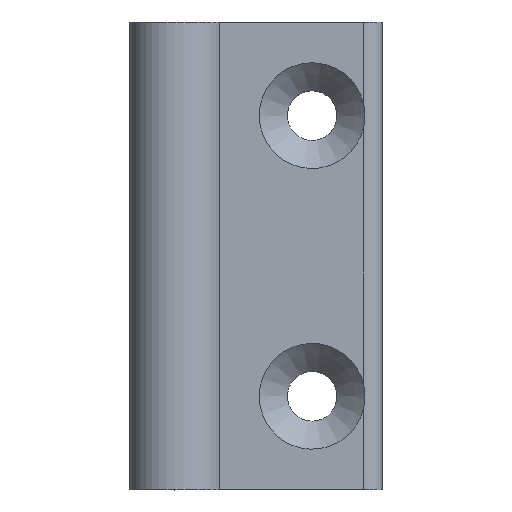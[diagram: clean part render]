
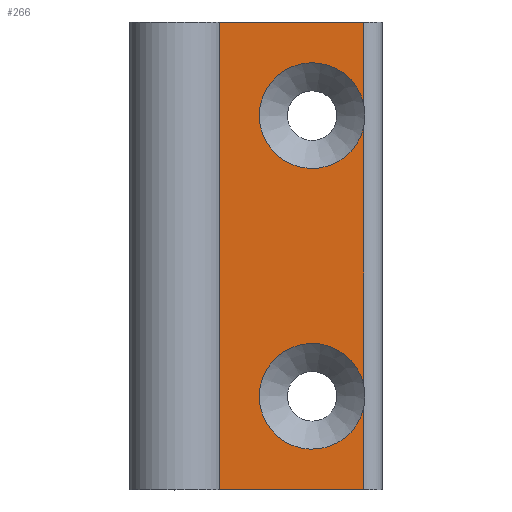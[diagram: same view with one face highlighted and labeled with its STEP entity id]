
A CAD part, top view. The second image highlights one B-rep face of the part: STEP entity #266.
In plain terms, the highlighted planar face has unit normal (0, 0, 1).
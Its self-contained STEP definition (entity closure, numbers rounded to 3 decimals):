
#22=PLANE('',#305);
#29=FACE_OUTER_BOUND('',#44,.T.);
#44=EDGE_LOOP('',(#197,#198,#199,#200,#201,#202,#203,#204,#205,#206));
#62=CIRCLE('',#306,5.65);
#63=CIRCLE('',#307,5.65);
#64=CIRCLE('',#308,5.65);
#65=CIRCLE('',#309,5.65);
#74=LINE('',#422,#93);
#76=LINE('',#430,#95);
#77=LINE('',#439,#96);
#82=LINE('',#457,#101);
#83=LINE('',#465,#102);
#84=LINE('',#466,#103);
#93=VECTOR('',#331,1000.);
#95=VECTOR('',#337,1000.);
#96=VECTOR('',#338,1000.);
#101=VECTOR('',#353,1000.);
#102=VECTOR('',#364,1000.);
#103=VECTOR('',#365,1000.);
#114=VERTEX_POINT('',#412);
#115=VERTEX_POINT('',#413);
#116=VERTEX_POINT('',#421);
#119=VERTEX_POINT('',#427);
#120=VERTEX_POINT('',#429);
#121=VERTEX_POINT('',#431);
#128=VERTEX_POINT('',#454);
#129=VERTEX_POINT('',#456);
#130=VERTEX_POINT('',#460);
#131=VERTEX_POINT('',#462);
#141=EDGE_CURVE('',#115,#116,#74,.T.);
#145=EDGE_CURVE('',#119,#120,#76,.T.);
#147=EDGE_CURVE('',#121,#114,#77,.T.);
#155=EDGE_CURVE('',#129,#128,#82,.T.);
#157=EDGE_CURVE('',#114,#130,#62,.F.);
#158=EDGE_CURVE('',#121,#131,#63,.T.);
#159=EDGE_CURVE('',#131,#120,#64,.T.);
#160=EDGE_CURVE('',#129,#119,#83,.T.);
#161=EDGE_CURVE('',#128,#116,#84,.T.);
#162=EDGE_CURVE('',#130,#115,#65,.F.);
#197=ORIENTED_EDGE('',*,*,#157,.F.);
#198=ORIENTED_EDGE('',*,*,#147,.F.);
#199=ORIENTED_EDGE('',*,*,#158,.T.);
#200=ORIENTED_EDGE('',*,*,#159,.T.);
#201=ORIENTED_EDGE('',*,*,#145,.F.);
#202=ORIENTED_EDGE('',*,*,#160,.F.);
#203=ORIENTED_EDGE('',*,*,#155,.T.);
#204=ORIENTED_EDGE('',*,*,#161,.T.);
#205=ORIENTED_EDGE('',*,*,#141,.F.);
#206=ORIENTED_EDGE('',*,*,#162,.F.);
#266=ADVANCED_FACE('',(#29),#22,.F.);
#305=AXIS2_PLACEMENT_3D('',#459,#356,#357);
#306=AXIS2_PLACEMENT_3D('',#461,#358,#359);
#307=AXIS2_PLACEMENT_3D('',#463,#360,#361);
#308=AXIS2_PLACEMENT_3D('',#464,#362,#363);
#309=AXIS2_PLACEMENT_3D('',#467,#366,#367);
#331=DIRECTION('',(0.,-1.,0.));
#337=DIRECTION('',(0.,-1.,0.));
#338=DIRECTION('',(0.,-1.,0.));
#353=DIRECTION('',(0.,-1.,0.));
#356=DIRECTION('center_axis',(0.,0.,-1.));
#357=DIRECTION('ref_axis',(-1.,0.,0.));
#358=DIRECTION('center_axis',(0.,0.,-1.));
#359=DIRECTION('ref_axis',(-1.,0.,0.));
#360=DIRECTION('center_axis',(0.,0.,-1.));
#361=DIRECTION('ref_axis',(-1.,0.,0.));
#362=DIRECTION('center_axis',(0.,0.,-1.));
#363=DIRECTION('ref_axis',(-1.,0.,0.));
#364=DIRECTION('',(1.,0.,0.));
#365=DIRECTION('',(1.,0.,0.));
#366=DIRECTION('center_axis',(0.,0.,-1.));
#367=DIRECTION('ref_axis',(-1.,0.,0.));
#412=CARTESIAN_POINT('',(20.,-13.707,2.));
#413=CARTESIAN_POINT('',(20.,-16.293,2.));
#421=CARTESIAN_POINT('',(20.,-25.,2.));
#422=CARTESIAN_POINT('',(20.,25.,2.));
#427=CARTESIAN_POINT('',(20.,25.,2.));
#429=CARTESIAN_POINT('',(20.,16.293,2.));
#430=CARTESIAN_POINT('',(20.,25.,2.));
#431=CARTESIAN_POINT('',(20.,13.707,2.));
#439=CARTESIAN_POINT('',(20.,25.,2.));
#454=CARTESIAN_POINT('',(4.583,-25.,2.));
#456=CARTESIAN_POINT('',(4.583,25.,2.));
#457=CARTESIAN_POINT('',(4.583,25.,2.));
#459=CARTESIAN_POINT('Origin',(4.583,25.,2.));
#460=CARTESIAN_POINT('',(8.85,-15.,2.));
#461=CARTESIAN_POINT('Origin',(14.5,-15.,2.));
#462=CARTESIAN_POINT('',(8.85,15.,2.));
#463=CARTESIAN_POINT('Origin',(14.5,15.,2.));
#464=CARTESIAN_POINT('Origin',(14.5,15.,2.));
#465=CARTESIAN_POINT('',(4.583,25.,2.));
#466=CARTESIAN_POINT('',(4.583,-25.,2.));
#467=CARTESIAN_POINT('Origin',(14.5,-15.,2.));
